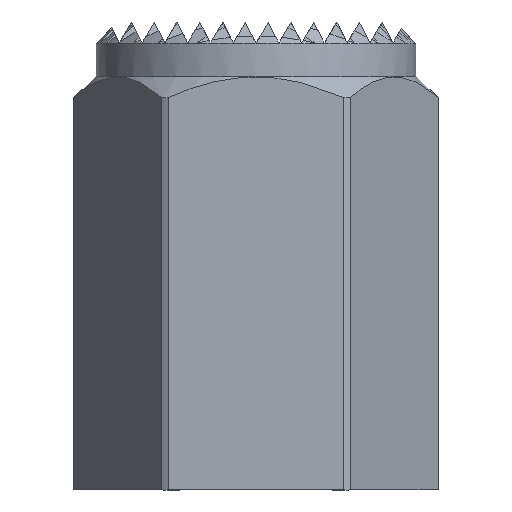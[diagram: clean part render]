
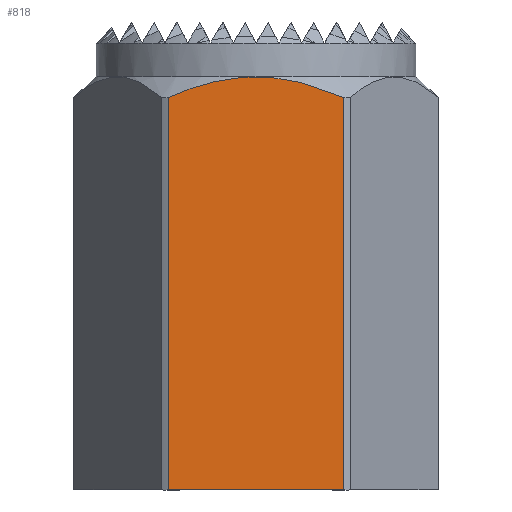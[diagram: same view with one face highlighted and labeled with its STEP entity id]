
A CAD part, left-side view. The second image highlights one B-rep face of the part: STEP entity #818.
In plain terms, the highlighted planar face has unit normal (-1, 0, 0).
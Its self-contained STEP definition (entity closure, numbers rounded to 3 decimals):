
#818=ADVANCED_FACE('',(#2375),#2376,.T.);
#2375=FACE_OUTER_BOUND('',#4667,.T.);
#2376=PLANE('',#4668);
#4667=EDGE_LOOP('',(#7076,#7077,#7078,#7079));
#4668=AXIS2_PLACEMENT_3D('',#7080,#7081,#7082);
#7076=ORIENTED_EDGE('',*,*,#12576,.F.);
#7077=ORIENTED_EDGE('',*,*,#12597,.F.);
#7078=ORIENTED_EDGE('',*,*,#12570,.F.);
#7079=ORIENTED_EDGE('',*,*,#12533,.T.);
#7080=CARTESIAN_POINT('',(-8.5,-4.908,0.));
#7081=DIRECTION('',(-1.0,0.0,0.));
#7082=DIRECTION('',(0.,0.0,1.0));
#12533=EDGE_CURVE('',#14604,#14602,#14605,.T.);
#12570=EDGE_CURVE('',#14604,#14662,#14663,.T.);
#12576=EDGE_CURVE('',#14670,#14602,#14672,.T.);
#12597=EDGE_CURVE('',#14662,#14670,#14700,.T.);
#14602=VERTEX_POINT('',#17165);
#14604=VERTEX_POINT('',#17167);
#14605=(B_SPLINE_CURVE(2,(#17169,#17170,#17171),.UNSPECIFIED.,.F.,.F.)B_SPLINE_CURVE_WITH_KNOTS((3,3),(0.0,10.111),.UNSPECIFIED.)RATIONAL_B_SPLINE_CURVE((1.0,1.155,1.0))BOUNDED_CURVE()REPRESENTATION_ITEM('')GEOMETRIC_REPRESENTATION_ITEM()CURVE());
#14662=VERTEX_POINT('',#17291);
#14663=LINE('',#17292,#17293);
#14670=VERTEX_POINT('',#17302);
#14672=LINE('',#17304,#17305);
#14700=LINE('',#17351,#17352);
#17165=CARTESIAN_POINT('',(-8.5,4.673,20.892));
#17167=CARTESIAN_POINT('',(-8.5,-4.673,20.892));
#17169=CARTESIAN_POINT('',(-8.5,-4.907,20.786));
#17170=CARTESIAN_POINT('',(-8.5,0.,23.051));
#17171=CARTESIAN_POINT('',(-8.5,4.907,20.786));
#17291=CARTESIAN_POINT('',(-8.5,-4.673,0.0));
#17292=CARTESIAN_POINT('',(-8.5,-4.673,11.526));
#17293=VECTOR('',#22649,1.0);
#17302=CARTESIAN_POINT('',(-8.5,4.673,0.0));
#17304=CARTESIAN_POINT('',(-8.5,4.673,11.526));
#17305=VECTOR('',#22658,1.0);
#17351=CARTESIAN_POINT('',(-8.5,-4.907,0.));
#17352=VECTOR('',#22683,1.0);
#22649=DIRECTION('',(-0.0,-0.0,-1.0));
#22658=DIRECTION('',(0.0,0.0,1.0));
#22683=DIRECTION('',(0.,1.0,0.));
